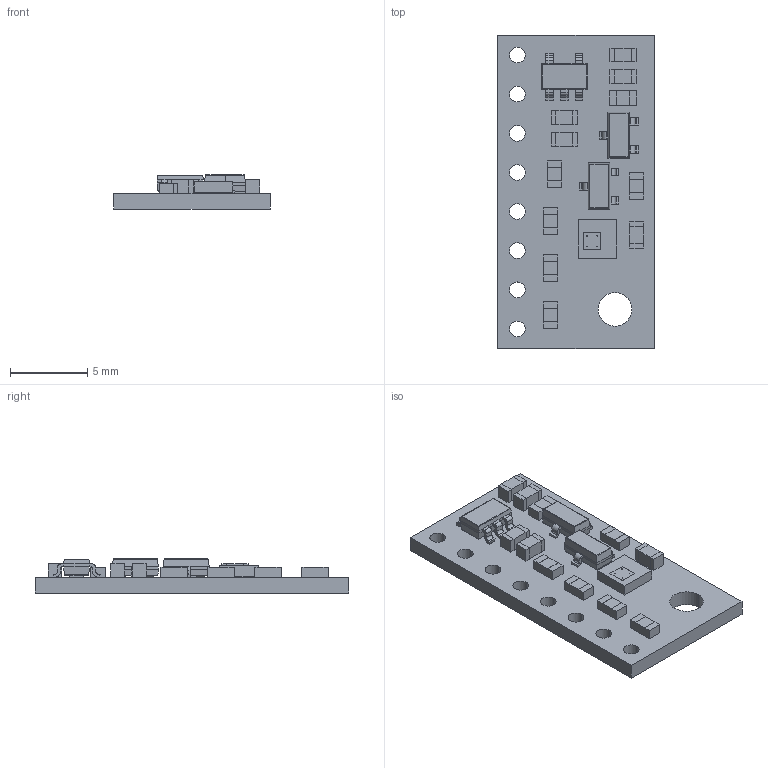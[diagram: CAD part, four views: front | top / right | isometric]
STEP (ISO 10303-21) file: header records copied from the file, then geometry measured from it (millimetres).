
FILE_DESCRIPTION (( 'STEP AP214' ), '1' );
FILE_NAME ('lps25hb-pressure-altitude-sensor-carrier-with-voltage-regulator.step', '2018-09-14T21:41:51', ( '' ), ( '' ), 'SwSTEP 2.0', 'SolidWorks 2016', '' );
FILE_SCHEMA (( 'AUTOMOTIVE_DESIGN' ));
Length unit declared in the file: millimetre
Products named in the file (1): lps25hb-pressure-altitude-sensor-carrier-with-voltage-regulator
Bounding box: 10.16 x 20.32 x 2.22 mm (x, y, z)
Volume: 232.1 mm3; surface area: 617.6 mm2
Topology: 1 solids, 1 shells, 757 faces, 2008 edges, 1302 vertices
Faces by surface type: plane 502, bspline 161, cylinder 94
Entity records: 37159 total; most frequent: CARTESIAN_POINT 11059, ORIENTED_EDGE 4016, DIRECTION 2966, EDGE_CURVE 2008, LINE 1492, VECTOR 1492, VERTEX_POINT 1302, EDGE_LOOP 858
